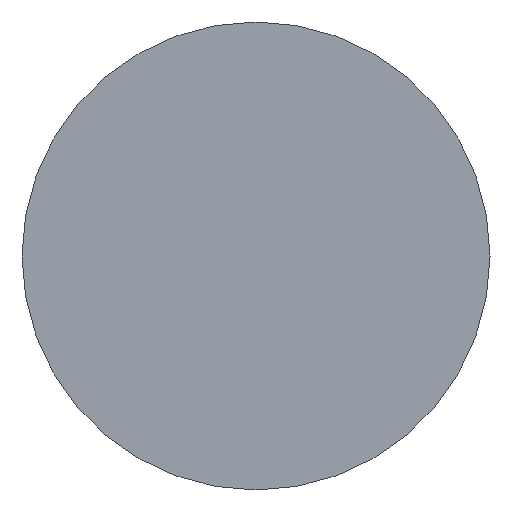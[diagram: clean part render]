
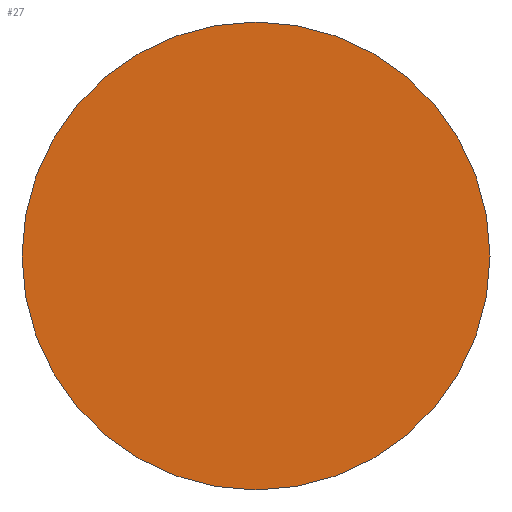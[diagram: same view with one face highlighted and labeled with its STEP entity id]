
A CAD part, left-side view. The second image highlights one B-rep face of the part: STEP entity #27.
In plain terms, the highlighted planar face has unit normal (-1, 0, 0).
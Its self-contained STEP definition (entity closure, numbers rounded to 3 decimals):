
#6 = EDGE_LOOP ( 'NONE', ( #81, #63 ) ) ;
#19 = VERTEX_POINT ( 'NONE', #80 ) ;
#24 = AXIS2_PLACEMENT_3D ( 'NONE', #114, #66, #28 ) ;
#27 = ADVANCED_FACE ( 'NONE', ( #75 ), #139, .T. ) ;
#28 = DIRECTION ( 'NONE',  ( 0., 0., 1. ) ) ;
#47 = VERTEX_POINT ( 'NONE', #150 ) ;
#50 = AXIS2_PLACEMENT_3D ( 'NONE', #99, #52, #83 ) ;
#52 = DIRECTION ( 'NONE',  ( -1., 0., 0. ) ) ;
#61 = DIRECTION ( 'NONE',  ( -1., 0., 0. ) ) ;
#63 = ORIENTED_EDGE ( 'NONE', *, *, #127, .T. ) ;
#66 = DIRECTION ( 'NONE',  ( -1., 0., 0. ) ) ;
#73 = EDGE_CURVE ( 'NONE', #47, #19, #140, .T. ) ;
#75 = FACE_OUTER_BOUND ( 'NONE', #6, .T. ) ;
#80 = CARTESIAN_POINT ( 'NONE',  ( 2688.686, -224.918, -18.995 ) ) ;
#81 = ORIENTED_EDGE ( 'NONE', *, *, #73, .T. ) ;
#83 = DIRECTION ( 'NONE',  ( 0., 0., 1. ) ) ;
#99 = CARTESIAN_POINT ( 'NONE',  ( 2688.686, -224.918, 0. ) ) ;
#104 = CARTESIAN_POINT ( 'NONE',  ( 2688.686, 0., 0. ) ) ;
#114 = CARTESIAN_POINT ( 'NONE',  ( 2688.686, -224.918, 0. ) ) ;
#127 = EDGE_CURVE ( 'NONE', #19, #47, #159, .T. ) ;
#139 = PLANE ( 'NONE',  #170 ) ;
#140 = CIRCLE ( 'NONE', #50, 18.995 ) ;
#150 = CARTESIAN_POINT ( 'NONE',  ( 2688.686, -224.918, 18.995 ) ) ;
#159 = CIRCLE ( 'NONE', #24, 18.995 ) ;
#160 = DIRECTION ( 'NONE',  ( 0., 0., 1. ) ) ;
#170 = AXIS2_PLACEMENT_3D ( 'NONE', #104, #61, #160 ) ;
